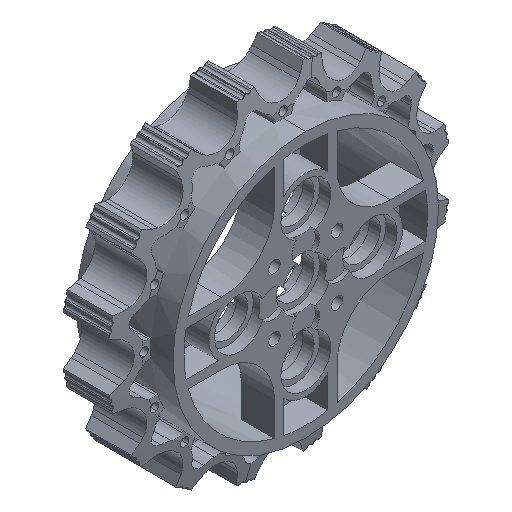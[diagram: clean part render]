
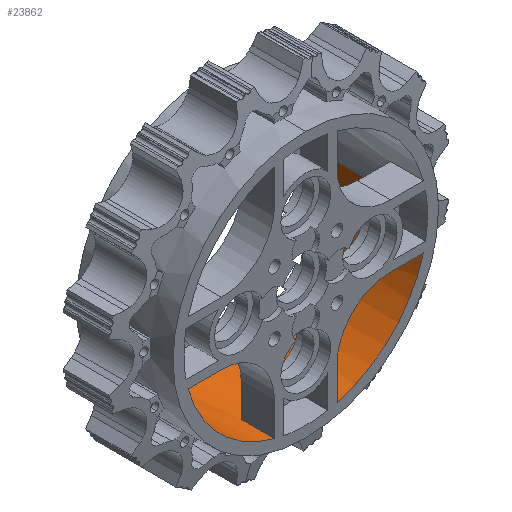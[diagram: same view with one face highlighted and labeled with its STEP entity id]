
A CAD part, isometric view. The second image highlights one B-rep face of the part: STEP entity #23862.
In plain terms, the highlighted cylindrical face has radius 22 mm (diameter 44 mm), a partial arc.
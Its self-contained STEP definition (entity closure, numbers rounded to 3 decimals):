
#91=CARTESIAN_POINT('',(0.,-9.,0.));
#92=DIRECTION('',(0.,-1.,0.));
#93=DIRECTION('',(0.257,0.,-0.966));
#94=AXIS2_PLACEMENT_3D('',#91,#92,#93);
#109=CARTESIAN_POINT('',(0.,-9.,0.));
#110=DIRECTION('',(0.,-1.,0.));
#111=DIRECTION('',(-0.966,0.,-0.257));
#112=AXIS2_PLACEMENT_3D('',#109,#110,#111);
#10005=CARTESIAN_POINT('',(0.,7.5,0.));
#10006=DIRECTION('',(0.,1.,0.));
#10007=DIRECTION('',(1.,0.,0.));
#10008=AXIS2_PLACEMENT_3D('',#10005,#10006,#10007);
#10010=CARTESIAN_POINT('',(0.,7.5,0.));
#10011=DIRECTION('',(0.,1.,0.));
#10012=DIRECTION('',(0.,0.,-1.));
#10013=AXIS2_PLACEMENT_3D('',#10010,#10011,#10012);
#10019=DIRECTION('',(0.,-1.,0.));
#10020=VECTOR('',#10019,6.);
#10021=CARTESIAN_POINT('',(-5.657,-3.,-21.26));
#10022=LINE('',#10021,#10020);
#10023=DIRECTION('',(0.,1.,0.));
#10024=VECTOR('',#10023,6.);
#10025=CARTESIAN_POINT('',(-21.26,-9.,-5.657));
#10026=LINE('',#10025,#10024);
#10027=DIRECTION('',(0.,1.,0.));
#10028=VECTOR('',#10027,10.5);
#10029=CARTESIAN_POINT('',(-22.,-3.,0.));
#10030=LINE('',#10029,#10028);
#10031=DIRECTION('',(0.,-1.,0.));
#10032=VECTOR('',#10031,6.);
#10033=CARTESIAN_POINT('',(21.26,-3.,-5.657));
#10034=LINE('',#10033,#10032);
#10035=DIRECTION('',(0.,1.,0.));
#10036=VECTOR('',#10035,6.);
#10037=CARTESIAN_POINT('',(5.657,-9.,-21.26));
#10038=LINE('',#10037,#10036);
#10044=CARTESIAN_POINT('',(0.,-3.,0.));
#10045=DIRECTION('',(0.,-1.,0.));
#10046=DIRECTION('',(-0.257,0.,-0.966));
#10047=AXIS2_PLACEMENT_3D('',#10044,#10045,#10046);
#10054=CARTESIAN_POINT('',(0.,-3.,0.));
#10055=DIRECTION('',(0.,-1.,0.));
#10056=DIRECTION('',(0.966,0.,-0.257));
#10057=AXIS2_PLACEMENT_3D('',#10054,#10055,#10056);
#10084=CARTESIAN_POINT('',(0.,-3.,0.));
#10085=DIRECTION('',(0.,-1.,0.));
#10086=DIRECTION('',(-1.,0.,0.));
#10087=AXIS2_PLACEMENT_3D('',#10084,#10085,#10086);
#10355=DIRECTION('',(0.,1.,0.));
#10356=VECTOR('',#10355,10.5);
#10357=CARTESIAN_POINT('',(22.,-3.,0.));
#10358=LINE('',#10357,#10356);
#11596=CARTESIAN_POINT('',(5.657,-9.,-21.26));
#11598=VERTEX_POINT('',#11596);
#11599=CARTESIAN_POINT('',(21.26,-9.,-5.657));
#11600=VERTEX_POINT('',#11599);
#11604=CARTESIAN_POINT('',(-21.26,-9.,-5.657));
#11606=VERTEX_POINT('',#11604);
#11607=CARTESIAN_POINT('',(-5.657,-9.,-21.26));
#11608=VERTEX_POINT('',#11607);
#11732=CARTESIAN_POINT('',(-21.26,-3.,-5.657));
#11734=VERTEX_POINT('',#11732);
#11737=CARTESIAN_POINT('',(-5.657,-3.,-21.26));
#11738=VERTEX_POINT('',#11737);
#11739=CARTESIAN_POINT('',(5.657,-3.,-21.26));
#11740=VERTEX_POINT('',#11739);
#11745=CARTESIAN_POINT('',(21.26,-3.,-5.657));
#11746=VERTEX_POINT('',#11745);
#11747=CARTESIAN_POINT('',(22.,-3.,0.));
#11748=VERTEX_POINT('',#11747);
#11765=CARTESIAN_POINT('',(-22.,-3.,0.));
#11766=VERTEX_POINT('',#11765);
#11911=CARTESIAN_POINT('',(-22.,7.5,0.));
#11912=VERTEX_POINT('',#11911);
#11913=CARTESIAN_POINT('',(0.,7.5,-22.));
#11914=VERTEX_POINT('',#11913);
#11915=CARTESIAN_POINT('',(22.,7.5,0.));
#11916=VERTEX_POINT('',#11915);
#23833=CARTESIAN_POINT('',(0.,9.,0.));
#23834=DIRECTION('',(0.,1.,0.));
#23835=DIRECTION('',(1.,0.,0.));
#23836=AXIS2_PLACEMENT_3D('',#23833,#23834,#23835);
#23837=CYLINDRICAL_SURFACE('',#23836,22.);
#23839=ORIENTED_EDGE('',*,*,#23838,.F.);
#23841=ORIENTED_EDGE('',*,*,#23840,.T.);
#23842=ORIENTED_EDGE('',*,*,#14010,.F.);
#23844=ORIENTED_EDGE('',*,*,#23843,.T.);
#23846=ORIENTED_EDGE('',*,*,#23845,.F.);
#23848=ORIENTED_EDGE('',*,*,#23847,.T.);
#23849=ORIENTED_EDGE('',*,*,#23827,.F.);
#23850=ORIENTED_EDGE('',*,*,#23825,.F.);
#23852=ORIENTED_EDGE('',*,*,#23851,.F.);
#23854=ORIENTED_EDGE('',*,*,#23853,.F.);
#23856=ORIENTED_EDGE('',*,*,#23855,.T.);
#23857=ORIENTED_EDGE('',*,*,#14000,.F.);
#23859=ORIENTED_EDGE('',*,*,#23858,.T.);
#23860=EDGE_LOOP('',(#23839,#23841,#23842,#23844,#23846,#23848,#23849,#23850,
#23852,#23854,#23856,#23857,#23859));
#23861=FACE_OUTER_BOUND('',#23860,.F.);
#23862=ADVANCED_FACE('',(#23861),#23837,.F.);
#95=CIRCLE('',#94,22.);
#113=CIRCLE('',#112,22.);
#10009=CIRCLE('',#10008,22.);
#10014=CIRCLE('',#10013,22.);
#10048=CIRCLE('',#10047,22.);
#10058=CIRCLE('',#10057,22.);
#10088=CIRCLE('',#10087,22.);
#14000=EDGE_CURVE('',#11598,#11600,#95,.T.);
#14010=EDGE_CURVE('',#11606,#11608,#113,.T.);
#23825=EDGE_CURVE('',#11916,#11914,#10009,.T.);
#23827=EDGE_CURVE('',#11914,#11912,#10014,.T.);
#23838=EDGE_CURVE('',#11738,#11740,#10048,.T.);
#23840=EDGE_CURVE('',#11738,#11608,#10022,.T.);
#23843=EDGE_CURVE('',#11606,#11734,#10026,.T.);
#23845=EDGE_CURVE('',#11766,#11734,#10088,.T.);
#23847=EDGE_CURVE('',#11766,#11912,#10030,.T.);
#23851=EDGE_CURVE('',#11748,#11916,#10358,.T.);
#23853=EDGE_CURVE('',#11746,#11748,#10058,.T.);
#23855=EDGE_CURVE('',#11746,#11600,#10034,.T.);
#23858=EDGE_CURVE('',#11598,#11740,#10038,.T.);
